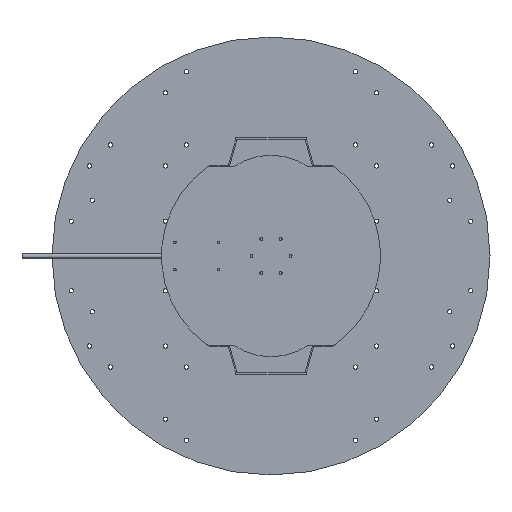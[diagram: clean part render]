
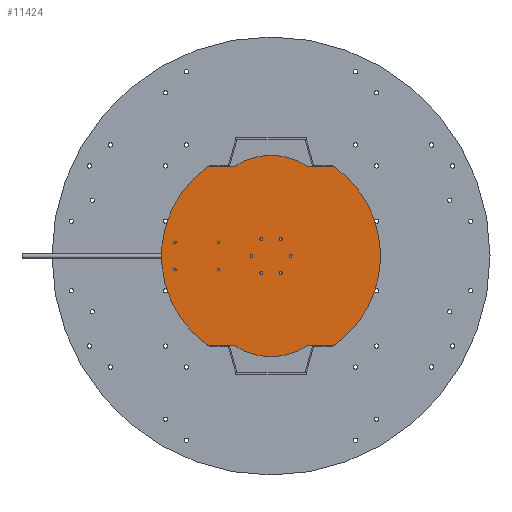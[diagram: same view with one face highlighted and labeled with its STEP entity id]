
A CAD part, left-side view. The second image highlights one B-rep face of the part: STEP entity #11424.
In plain terms, the highlighted face is planar.
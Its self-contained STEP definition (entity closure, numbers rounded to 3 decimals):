
#867=FACE_BOUND('',#2313,.T.);
#868=FACE_BOUND('',#2314,.T.);
#869=FACE_BOUND('',#2315,.T.);
#870=FACE_BOUND('',#2316,.T.);
#871=FACE_BOUND('',#2317,.T.);
#872=FACE_BOUND('',#2318,.T.);
#873=FACE_BOUND('',#2319,.T.);
#874=FACE_BOUND('',#2320,.T.);
#875=FACE_BOUND('',#2321,.T.);
#876=FACE_BOUND('',#2322,.T.);
#1122=PLANE('',#12628);
#1645=FACE_OUTER_BOUND('',#2312,.T.);
#2312=EDGE_LOOP('',(#8244,#8245,#8246,#8247,#8248,#8249,#8250,#8251,#8252,
#8253,#8254,#8255,#8256,#8257,#8258,#8259));
#2313=EDGE_LOOP('',(#8260));
#2314=EDGE_LOOP('',(#8261));
#2315=EDGE_LOOP('',(#8262));
#2316=EDGE_LOOP('',(#8263));
#2317=EDGE_LOOP('',(#8264));
#2318=EDGE_LOOP('',(#8265));
#2319=EDGE_LOOP('',(#8266));
#2320=EDGE_LOOP('',(#8267));
#2321=EDGE_LOOP('',(#8268));
#2322=EDGE_LOOP('',(#8269));
#3167=LINE('',#17403,#3874);
#3168=LINE('',#17408,#3875);
#3173=LINE('',#17425,#3880);
#3176=LINE('',#17435,#3883);
#3177=LINE('',#17442,#3884);
#3874=VECTOR('',#14139,10.);
#3875=VECTOR('',#14144,10.);
#3880=VECTOR('',#14159,10.);
#3883=VECTOR('',#14168,10.);
#3884=VECTOR('',#14175,10.);
#4614=CIRCLE('',#12612,4.);
#4616=CIRCLE('',#12615,75.);
#4617=CIRCLE('',#12617,4.);
#4622=CIRCLE('',#12625,4.);
#4624=CIRCLE('',#12629,125.);
#4625=CIRCLE('',#12630,125.);
#4626=CIRCLE('',#12631,125.);
#4627=CIRCLE('',#12632,4.);
#4628=CIRCLE('',#12633,4.);
#4629=CIRCLE('',#12634,75.);
#4630=CIRCLE('',#12635,4.);
#4631=CIRCLE('',#12636,1.621);
#4632=CIRCLE('',#12637,1.621);
#4633=CIRCLE('',#12638,1.621);
#4634=CIRCLE('',#12639,1.621);
#4635=CIRCLE('',#12640,1.621);
#4636=CIRCLE('',#12641,1.621);
#4637=CIRCLE('',#12642,1.621);
#4638=CIRCLE('',#12643,1.621);
#4639=CIRCLE('',#12644,1.621);
#4640=CIRCLE('',#12645,1.621);
#5244=VERTEX_POINT('',#17381);
#5245=VERTEX_POINT('',#17383);
#5247=VERTEX_POINT('',#17389);
#5248=VERTEX_POINT('',#17393);
#5251=VERTEX_POINT('',#17401);
#5253=VERTEX_POINT('',#17407);
#5258=VERTEX_POINT('',#17418);
#5259=VERTEX_POINT('',#17420);
#5260=VERTEX_POINT('',#17424);
#5263=VERTEX_POINT('',#17432);
#5264=VERTEX_POINT('',#17434);
#5265=VERTEX_POINT('',#17437);
#5266=VERTEX_POINT('',#17439);
#5267=VERTEX_POINT('',#17441);
#5268=VERTEX_POINT('',#17443);
#5269=VERTEX_POINT('',#17445);
#5270=VERTEX_POINT('',#17448);
#5271=VERTEX_POINT('',#17450);
#5272=VERTEX_POINT('',#17452);
#5273=VERTEX_POINT('',#17454);
#5274=VERTEX_POINT('',#17456);
#5275=VERTEX_POINT('',#17458);
#5276=VERTEX_POINT('',#17460);
#5277=VERTEX_POINT('',#17462);
#5278=VERTEX_POINT('',#17464);
#5279=VERTEX_POINT('',#17466);
#6419=EDGE_CURVE('',#5244,#5245,#4614,.T.);
#6423=EDGE_CURVE('',#5244,#5247,#4616,.T.);
#6424=EDGE_CURVE('',#5248,#5247,#4617,.T.);
#6429=EDGE_CURVE('',#5248,#5251,#3167,.T.);
#6431=EDGE_CURVE('',#5253,#5245,#3168,.T.);
#6437=EDGE_CURVE('',#5258,#5259,#4622,.T.);
#6439=EDGE_CURVE('',#5260,#5259,#3173,.T.);
#6443=EDGE_CURVE('',#5258,#5263,#4624,.T.);
#6444=EDGE_CURVE('',#5263,#5264,#3176,.T.);
#6445=EDGE_CURVE('',#5264,#5253,#4625,.T.);
#6446=EDGE_CURVE('',#5251,#5265,#4626,.T.);
#6447=EDGE_CURVE('',#5266,#5265,#4627,.T.);
#6448=EDGE_CURVE('',#5266,#5267,#3177,.T.);
#6449=EDGE_CURVE('',#5268,#5267,#4628,.T.);
#6450=EDGE_CURVE('',#5269,#5268,#4629,.T.);
#6451=EDGE_CURVE('',#5260,#5269,#4630,.T.);
#6452=EDGE_CURVE('',#5270,#5270,#4631,.T.);
#6453=EDGE_CURVE('',#5271,#5271,#4632,.T.);
#6454=EDGE_CURVE('',#5272,#5272,#4633,.T.);
#6455=EDGE_CURVE('',#5273,#5273,#4634,.T.);
#6456=EDGE_CURVE('',#5274,#5274,#4635,.T.);
#6457=EDGE_CURVE('',#5275,#5275,#4636,.T.);
#6458=EDGE_CURVE('',#5276,#5276,#4637,.T.);
#6459=EDGE_CURVE('',#5277,#5277,#4638,.T.);
#6460=EDGE_CURVE('',#5278,#5278,#4639,.T.);
#6461=EDGE_CURVE('',#5279,#5279,#4640,.T.);
#8244=ORIENTED_EDGE('',*,*,#6437,.F.);
#8245=ORIENTED_EDGE('',*,*,#6443,.T.);
#8246=ORIENTED_EDGE('',*,*,#6444,.T.);
#8247=ORIENTED_EDGE('',*,*,#6445,.T.);
#8248=ORIENTED_EDGE('',*,*,#6431,.T.);
#8249=ORIENTED_EDGE('',*,*,#6419,.F.);
#8250=ORIENTED_EDGE('',*,*,#6423,.T.);
#8251=ORIENTED_EDGE('',*,*,#6424,.F.);
#8252=ORIENTED_EDGE('',*,*,#6429,.T.);
#8253=ORIENTED_EDGE('',*,*,#6446,.T.);
#8254=ORIENTED_EDGE('',*,*,#6447,.F.);
#8255=ORIENTED_EDGE('',*,*,#6448,.T.);
#8256=ORIENTED_EDGE('',*,*,#6449,.F.);
#8257=ORIENTED_EDGE('',*,*,#6450,.F.);
#8258=ORIENTED_EDGE('',*,*,#6451,.F.);
#8259=ORIENTED_EDGE('',*,*,#6439,.T.);
#8260=ORIENTED_EDGE('',*,*,#6452,.T.);
#8261=ORIENTED_EDGE('',*,*,#6453,.T.);
#8262=ORIENTED_EDGE('',*,*,#6454,.T.);
#8263=ORIENTED_EDGE('',*,*,#6455,.T.);
#8264=ORIENTED_EDGE('',*,*,#6456,.T.);
#8265=ORIENTED_EDGE('',*,*,#6457,.T.);
#8266=ORIENTED_EDGE('',*,*,#6458,.T.);
#8267=ORIENTED_EDGE('',*,*,#6459,.T.);
#8268=ORIENTED_EDGE('',*,*,#6460,.T.);
#8269=ORIENTED_EDGE('',*,*,#6461,.T.);
#11424=ADVANCED_FACE('',(#1645,#867,#868,#869,#870,#871,#872,#873,#874,
#875,#876),#1122,.T.);
#12612=AXIS2_PLACEMENT_3D('',#17384,#14118,#14119);
#12615=AXIS2_PLACEMENT_3D('',#17391,#14126,#14127);
#12617=AXIS2_PLACEMENT_3D('',#17394,#14130,#14131);
#12625=AXIS2_PLACEMENT_3D('',#17421,#14154,#14155);
#12628=AXIS2_PLACEMENT_3D('',#17431,#14164,#14165);
#12629=AXIS2_PLACEMENT_3D('',#17433,#14166,#14167);
#12630=AXIS2_PLACEMENT_3D('',#17436,#14169,#14170);
#12631=AXIS2_PLACEMENT_3D('',#17438,#14171,#14172);
#12632=AXIS2_PLACEMENT_3D('',#17440,#14173,#14174);
#12633=AXIS2_PLACEMENT_3D('',#17444,#14176,#14177);
#12634=AXIS2_PLACEMENT_3D('',#17446,#14178,#14179);
#12635=AXIS2_PLACEMENT_3D('',#17447,#14180,#14181);
#12636=AXIS2_PLACEMENT_3D('',#17449,#14182,#14183);
#12637=AXIS2_PLACEMENT_3D('',#17451,#14184,#14185);
#12638=AXIS2_PLACEMENT_3D('',#17453,#14186,#14187);
#12639=AXIS2_PLACEMENT_3D('',#17455,#14188,#14189);
#12640=AXIS2_PLACEMENT_3D('',#17457,#14190,#14191);
#12641=AXIS2_PLACEMENT_3D('',#17459,#14192,#14193);
#12642=AXIS2_PLACEMENT_3D('',#17461,#14194,#14195);
#12643=AXIS2_PLACEMENT_3D('',#17463,#14196,#14197);
#12644=AXIS2_PLACEMENT_3D('',#17465,#14198,#14199);
#12645=AXIS2_PLACEMENT_3D('',#17467,#14200,#14201);
#14118=DIRECTION('center_axis',(1.,0.,0.));
#14119=DIRECTION('ref_axis',(0.,0.289,0.957));
#14126=DIRECTION('center_axis',(1.,0.,0.));
#14127=DIRECTION('ref_axis',(0.,0.,-1.));
#14130=DIRECTION('center_axis',(1.,0.,0.));
#14131=DIRECTION('ref_axis',(0.,-0.289,0.957));
#14139=DIRECTION('',(0.,1.,0.));
#14144=DIRECTION('',(0.,1.,0.));
#14154=DIRECTION('center_axis',(-1.,0.,0.));
#14155=DIRECTION('ref_axis',(0.,-0.309,0.951));
#14159=DIRECTION('',(0.,-1.,0.));
#14164=DIRECTION('center_axis',(1.,0.,0.));
#14165=DIRECTION('ref_axis',(0.,0.,-1.));
#14166=DIRECTION('center_axis',(1.,0.,0.));
#14167=DIRECTION('ref_axis',(0.,0.,-1.));
#14168=DIRECTION('',(0.,0.,-1.));
#14169=DIRECTION('center_axis',(1.,0.,0.));
#14170=DIRECTION('ref_axis',(0.,0.,-1.));
#14171=DIRECTION('center_axis',(1.,0.,0.));
#14172=DIRECTION('ref_axis',(0.,0.,-1.));
#14173=DIRECTION('center_axis',(-1.,0.,0.));
#14174=DIRECTION('ref_axis',(0.,0.309,0.951));
#14175=DIRECTION('',(0.,-1.,0.));
#14176=DIRECTION('center_axis',(1.,0.,0.));
#14177=DIRECTION('ref_axis',(0.,-0.289,-0.957));
#14178=DIRECTION('center_axis',(-1.,0.,0.));
#14179=DIRECTION('ref_axis',(0.,0.,1.));
#14180=DIRECTION('center_axis',(1.,0.,0.));
#14181=DIRECTION('ref_axis',(0.,0.289,-0.957));
#14182=DIRECTION('center_axis',(-1.,0.,0.));
#14183=DIRECTION('ref_axis',(0.,0.,-1.));
#14184=DIRECTION('center_axis',(-1.,0.,0.));
#14185=DIRECTION('ref_axis',(0.,0.,-1.));
#14186=DIRECTION('center_axis',(-1.,0.,0.));
#14187=DIRECTION('ref_axis',(0.,0.,-1.));
#14188=DIRECTION('center_axis',(-1.,0.,0.));
#14189=DIRECTION('ref_axis',(0.,0.,-1.));
#14190=DIRECTION('center_axis',(-1.,0.,0.));
#14191=DIRECTION('ref_axis',(0.,0.,-1.));
#14192=DIRECTION('center_axis',(-1.,0.,0.));
#14193=DIRECTION('ref_axis',(0.,0.,-1.));
#14194=DIRECTION('center_axis',(-1.,0.,0.));
#14195=DIRECTION('ref_axis',(0.,-1.,0.));
#14196=DIRECTION('center_axis',(-1.,0.,0.));
#14197=DIRECTION('ref_axis',(0.,-1.,0.));
#14198=DIRECTION('center_axis',(-1.,0.,0.));
#14199=DIRECTION('ref_axis',(0.,-1.,0.));
#14200=DIRECTION('center_axis',(-1.,0.,0.));
#14201=DIRECTION('ref_axis',(0.,-1.,0.));
#17381=CARTESIAN_POINT('',(8.,-41.467,-102.494));
#17383=CARTESIAN_POINT('',(8.,-43.678,-101.827));
#17384=CARTESIAN_POINT('Origin',(8.,-43.678,-105.827));
#17389=CARTESIAN_POINT('',(8.,41.467,-102.494));
#17391=CARTESIAN_POINT('Origin',(8.,0.,-40.));
#17393=CARTESIAN_POINT('',(8.,43.678,-101.827));
#17394=CARTESIAN_POINT('Origin',(8.,43.678,-105.827));
#17401=CARTESIAN_POINT('',(8.,72.5,-101.827));
#17403=CARTESIAN_POINT('',(8.,36.25,-101.827));
#17407=CARTESIAN_POINT('',(8.,-72.5,-101.827));
#17408=CARTESIAN_POINT('',(8.,36.25,-101.827));
#17418=CARTESIAN_POINT('',(8.,-73.564,101.061));
#17420=CARTESIAN_POINT('',(8.,-71.21,101.827));
#17421=CARTESIAN_POINT('Origin',(8.,-71.21,97.827));
#17424=CARTESIAN_POINT('',(8.,-43.678,101.827));
#17425=CARTESIAN_POINT('',(8.,-36.25,101.827));
#17431=CARTESIAN_POINT('Origin',(8.,0.,0.));
#17432=CARTESIAN_POINT('',(8.,-124.9,5.));
#17433=CARTESIAN_POINT('Origin',(8.,0.,0.));
#17434=CARTESIAN_POINT('',(8.,-124.9,-5.));
#17435=CARTESIAN_POINT('',(8.,-124.9,-2.5));
#17436=CARTESIAN_POINT('Origin',(8.,0.,0.));
#17437=CARTESIAN_POINT('',(8.,73.564,101.061));
#17438=CARTESIAN_POINT('Origin',(8.,0.,0.));
#17439=CARTESIAN_POINT('',(8.,71.21,101.827));
#17440=CARTESIAN_POINT('Origin',(8.,71.21,97.827));
#17441=CARTESIAN_POINT('',(8.,43.678,101.827));
#17442=CARTESIAN_POINT('',(8.,-36.25,101.827));
#17443=CARTESIAN_POINT('',(8.,41.467,102.494));
#17444=CARTESIAN_POINT('Origin',(8.,43.678,105.827));
#17445=CARTESIAN_POINT('',(8.,-41.467,102.494));
#17446=CARTESIAN_POINT('Origin',(8.,0.,40.));
#17447=CARTESIAN_POINT('Origin',(8.,-43.678,105.827));
#17448=CARTESIAN_POINT('',(8.,-22.35,1.621));
#17449=CARTESIAN_POINT('Origin',(8.,-22.35,0.));
#17450=CARTESIAN_POINT('',(8.,-11.175,20.977));
#17451=CARTESIAN_POINT('Origin',(8.,-11.175,19.356));
#17452=CARTESIAN_POINT('',(8.,11.175,20.977));
#17453=CARTESIAN_POINT('Origin',(8.,11.175,19.356));
#17454=CARTESIAN_POINT('',(8.,22.35,1.621));
#17455=CARTESIAN_POINT('Origin',(8.,22.35,0.));
#17456=CARTESIAN_POINT('',(8.,11.175,-17.735));
#17457=CARTESIAN_POINT('Origin',(8.,11.175,-19.356));
#17458=CARTESIAN_POINT('',(8.,-11.175,-17.735));
#17459=CARTESIAN_POINT('Origin',(8.,-11.175,-19.356));
#17460=CARTESIAN_POINT('',(8.,61.621,-15.5));
#17461=CARTESIAN_POINT('Origin',(8.,60.,-15.5));
#17462=CARTESIAN_POINT('',(8.,61.621,15.5));
#17463=CARTESIAN_POINT('Origin',(8.,60.,15.5));
#17464=CARTESIAN_POINT('',(8.,111.621,-15.5));
#17465=CARTESIAN_POINT('Origin',(8.,110.,-15.5));
#17466=CARTESIAN_POINT('',(8.,111.621,15.5));
#17467=CARTESIAN_POINT('Origin',(8.,110.,15.5));
